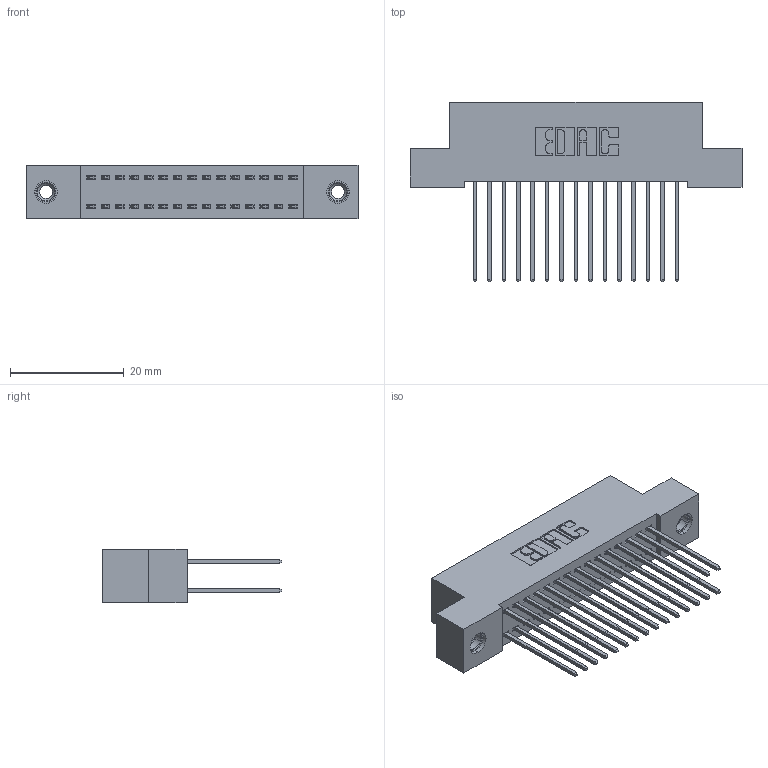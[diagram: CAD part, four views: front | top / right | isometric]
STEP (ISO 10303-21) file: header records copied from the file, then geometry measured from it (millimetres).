
FILE_DESCRIPTION (( 'STEP AP203' ), '1' );
FILE_NAME ('342-030-542-208.STEP', '2019-10-02T04:50:18', ( '' ), ( '' ), 'SwSTEP 2.0', 'SolidWorks 2016', '' );
FILE_SCHEMA (( 'CONFIG_CONTROL_DESIGN' ));
Length unit declared in the file: inch
Products named in the file (4): 342 Part_TI; 345-292-001_345-293-142; 345-250-001_345-250-003-102; 342-030-542-208
Assembly tree (33 placements, depth 2):
  342-030-542-208
    342 Part_TI
    345-292-001_345-293-142  x30
    345-250-001_345-250-003-102  x2
Bounding box: 58.42 x 31.63 x 9.4 mm (x, y, z)
Volume: 5255.4 mm3; surface area: 8527 mm2
Topology: 33 solids, 33 shells, 1730 faces, 5085 edges, 3342 vertices
Faces by surface type: plane 1178, cylinder 536, cone 12, torus 4
Entity records: 14214 total; most frequent: CARTESIAN_POINT 2369, ORIENTED_EDGE 2298, DIRECTION 2103, EDGE_CURVE 1149, LINE 1001, VECTOR 1001, VERTEX_POINT 760, AXIS2_PLACEMENT_3D 551
